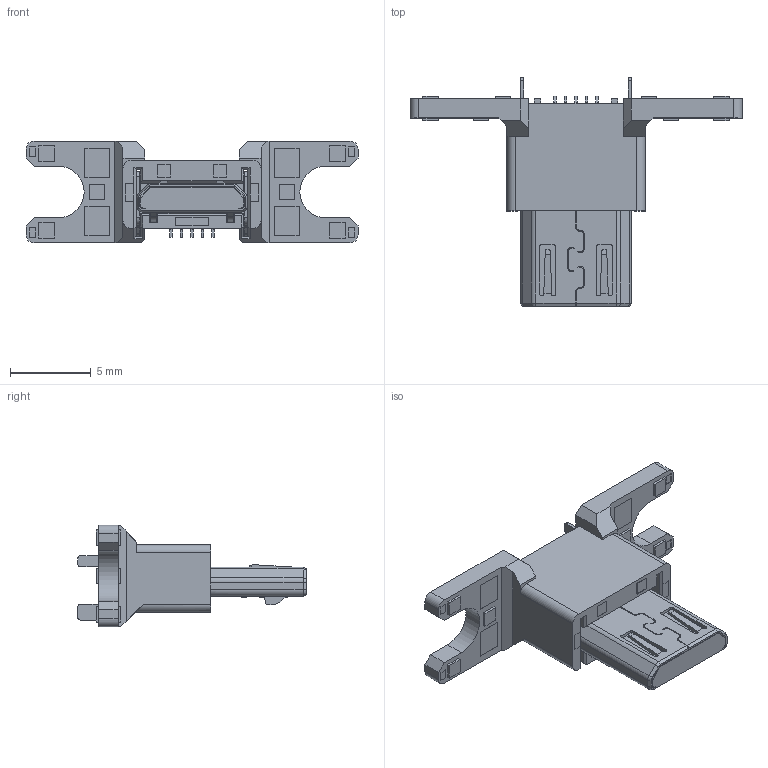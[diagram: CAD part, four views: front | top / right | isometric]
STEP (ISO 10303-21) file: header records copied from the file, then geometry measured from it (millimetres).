
FILE_DESCRIPTION(('Creo Elements/Direct Modeling STEP Export'),'2;1');
FILE_NAME('ZX80-B-5S.stp','2016-07-26T 8:43:20',(''),(''),'Creo Elements/Direct Modeling STEP processor for AP214 (Solid Model)','Creo Elements/Direct Modeling 18.1E 22-Nov-2013 (C) Parametric Technology GmbH','');
FILE_SCHEMA(('AUTOMOTIVE_DESIGN { 1 0 10303 214 1 1 1 1 }'));
Length unit declared in the file: millimetre
Products named in the file (1): ZX80-B-5S
Bounding box: 20.55 x 14.15 x 6.3 mm (x, y, z)
Volume: 366.4 mm3; surface area: 1149.6 mm2
Topology: 1 solids, 1 shells, 866 faces, 2607 edges, 1712 vertices
Faces by surface type: plane 692, cylinder 160, torus 8, cone 6
Entity records: 35957 total; most frequent: CARTESIAN_POINT 5258, ORIENTED_EDGE 5214, DIRECTION 4641, EDGE_CURVE 2607, VECTOR 2255, LINE 2255, VERTEX_POINT 1712, AXIS2_PLACEMENT_3D 1193
